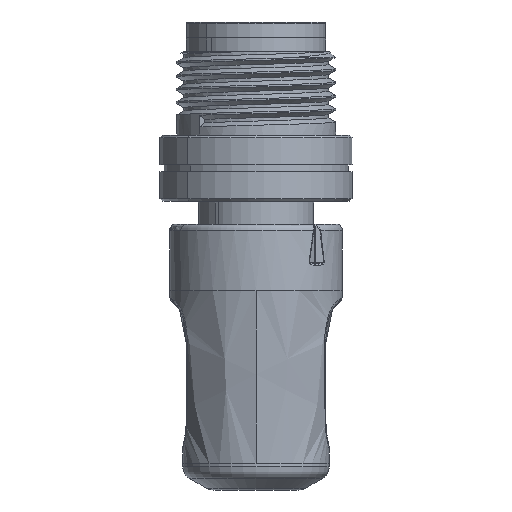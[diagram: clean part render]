
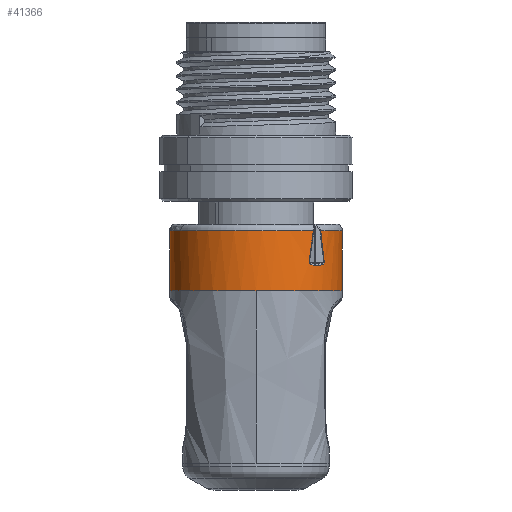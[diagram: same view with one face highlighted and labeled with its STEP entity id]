
A CAD part, left-side view. The second image highlights one B-rep face of the part: STEP entity #41366.
In plain terms, the highlighted cylindrical face has radius 6.5 mm (diameter 13 mm), a partial arc.
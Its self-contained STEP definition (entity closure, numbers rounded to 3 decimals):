
#154 = CARTESIAN_POINT ( 'NONE',  ( 2.09, 4.079, -5.062 ) ) ;
#800 = CARTESIAN_POINT ( 'NONE',  ( 1.294, 4.966, -4.194 ) ) ;
#916 = EDGE_CURVE ( 'NONE', #13031, #19294, #32915, .T. ) ;
#1418 = CARTESIAN_POINT ( 'NONE',  ( 2.949, 5.125, -3.998 ) ) ;
#1540 = AXIS2_PLACEMENT_3D ( 'NONE', #4465, #20352, #36024 ) ;
#1683 = CARTESIAN_POINT ( 'NONE',  ( 3.093, 4.881, -4.294 ) ) ;
#3501 = EDGE_CURVE ( 'NONE', #33499, #15734, #35569, .T. ) ;
#4163 = EDGE_LOOP ( 'NONE', ( #32539, #40906, #32777, #8974, #22090, #25889, #32668, #32319, #46785, #8314, #13613 ) ) ;
#4465 = CARTESIAN_POINT ( 'NONE',  ( 0.5, 0., 0. ) ) ;
#4663 = CARTESIAN_POINT ( 'NONE',  ( 0.897, 4.916, -4.253 ) ) ;
#5450 = EDGE_CURVE ( 'NONE', #46101, #13031, #13666, .T. ) ;
#5459 = B_SPLINE_CURVE_WITH_KNOTS ( 'NONE', 3,
 ( #20811, #39839, #20304, #800, #4663, #16468 ),
 .UNSPECIFIED., .F., .F.,
 ( 4, 2, 4 ),
 ( 0., 0.001, 0.002 ),
 .UNSPECIFIED. ) ;
#5498 = CARTESIAN_POINT ( 'NONE',  ( 0., 0., 0. ) ) ;
#6708 = DIRECTION ( 'NONE',  ( 0., 0., 1. ) ) ;
#6842 = CARTESIAN_POINT ( 'NONE',  ( 3.093, 4.293, -4.882 ) ) ;
#7336 = CIRCLE ( 'NONE', #1540, 6.5 ) ;
#7605 = B_SPLINE_CURVE_WITH_KNOTS ( 'NONE', 3,
 ( #9656, #40467, #1683, #20941, #25088, #32031, #13001, #1418, #44357, #28698 ),
 .UNSPECIFIED., .F., .F.,
 ( 4, 2, 2, 2, 4 ),
 ( 0., 0., 0.001, 0.001, 0.001 ),
 .UNSPECIFIED. ) ;
#8121 = CARTESIAN_POINT ( 'NONE',  ( 2.489, 4.03, -5.1 ) ) ;
#8314 = ORIENTED_EDGE ( 'NONE', *, *, #36800, .T. ) ;
#8357 = DIRECTION ( 'NONE',  ( -1., 0., 0. ) ) ;
#8974 = ORIENTED_EDGE ( 'NONE', *, *, #38924, .T. ) ;
#9477 = CIRCLE ( 'NONE', #38157, 6.5 ) ;
#9656 = CARTESIAN_POINT ( 'NONE',  ( 3.1, 4.72, -4.469 ) ) ;
#9966 = CIRCLE ( 'NONE', #38668, 6.5 ) ;
#11646 = DIRECTION ( 'NONE',  ( 1., 0., 0. ) ) ;
#12078 = CARTESIAN_POINT ( 'NONE',  ( 5., 0., 6.5 ) ) ;
#12173 = CARTESIAN_POINT ( 'NONE',  ( 0., 0., -6.5 ) ) ;
#12400 = DIRECTION ( 'NONE',  ( 0., 0., -1. ) ) ;
#13001 = CARTESIAN_POINT ( 'NONE',  ( 2.99, 5.099, -4.032 ) ) ;
#13031 = VERTEX_POINT ( 'NONE', #40279 ) ;
#13518 = CARTESIAN_POINT ( 'NONE',  ( 5., 0., 0. ) ) ;
#13613 = ORIENTED_EDGE ( 'NONE', *, *, #14618, .F. ) ;
#13666 = B_SPLINE_CURVE_WITH_KNOTS ( 'NONE', 3,
 ( #41513, #33790, #14539, #26126, #37396, #26384, #18137, #6842, #49458, #33529 ),
 .UNSPECIFIED., .F., .F.,
 ( 4, 2, 2, 2, 4 ),
 ( 0., 0., 0., 0., 0.001 ),
 .UNSPECIFIED. ) ;
#14056 = CARTESIAN_POINT ( 'NONE',  ( 2.89, 3.987, -5.134 ) ) ;
#14169 = EDGE_CURVE ( 'NONE', #19294, #18881, #7605, .T. ) ;
#14539 = CARTESIAN_POINT ( 'NONE',  ( 2.949, 3.997, -5.126 ) ) ;
#14577 = EDGE_CURVE ( 'NONE', #36077, #43268, #44291, .T. ) ;
#14618 = EDGE_CURVE ( 'NONE', #33499, #47000, #27879, .T. ) ;
#15734 = VERTEX_POINT ( 'NONE', #33003 ) ;
#15980 = VERTEX_POINT ( 'NONE', #39639 ) ;
#15988 = CARTESIAN_POINT ( 'NONE',  ( 0.5, 0., 0. ) ) ;
#16468 = CARTESIAN_POINT ( 'NONE',  ( 0.5, 4.864, -4.312 ) ) ;
#16815 = CARTESIAN_POINT ( 'NONE',  ( 2.889, 5.133, -3.988 ) ) ;
#17178 = VECTOR ( 'NONE', #8357, 1000. ) ;
#18137 = CARTESIAN_POINT ( 'NONE',  ( 3.059, 4.16, -4.995 ) ) ;
#18719 = CARTESIAN_POINT ( 'NONE',  ( 3.1, 4.72, -4.469 ) ) ;
#18881 = VERTEX_POINT ( 'NONE', #16815 ) ;
#19294 = VERTEX_POINT ( 'NONE', #18719 ) ;
#19752 = DIRECTION ( 'NONE',  ( 0., 0., 1. ) ) ;
#20304 = CARTESIAN_POINT ( 'NONE',  ( 2.09, 5.057, -4.085 ) ) ;
#20352 = DIRECTION ( 'NONE',  ( 1., 0., 0. ) ) ;
#20811 = CARTESIAN_POINT ( 'NONE',  ( 2.889, 5.133, -3.988 ) ) ;
#20941 = CARTESIAN_POINT ( 'NONE',  ( 3.059, 4.994, -4.161 ) ) ;
#22090 = ORIENTED_EDGE ( 'NONE', *, *, #42389, .T. ) ;
#22662 = CARTESIAN_POINT ( 'NONE',  ( 0.5, 4.307, -4.868 ) ) ;
#23277 = AXIS2_PLACEMENT_3D ( 'NONE', #25729, #49325, #6708 ) ;
#23783 = CARTESIAN_POINT ( 'NONE',  ( 2.89, 3.987, -5.134 ) ) ;
#24292 = CARTESIAN_POINT ( 'NONE',  ( 1.293, 4.186, -4.973 ) ) ;
#25088 = CARTESIAN_POINT ( 'NONE',  ( 3.044, 5.031, -4.116 ) ) ;
#25729 = CARTESIAN_POINT ( 'NONE',  ( 5., 0., 0. ) ) ;
#25889 = ORIENTED_EDGE ( 'NONE', *, *, #5450, .T. ) ;
#26126 = CARTESIAN_POINT ( 'NONE',  ( 2.991, 4.031, -5.099 ) ) ;
#26384 = CARTESIAN_POINT ( 'NONE',  ( 3.044, 4.116, -5.031 ) ) ;
#27504 = CARTESIAN_POINT ( 'NONE',  ( 3.1, 0., 0. ) ) ;
#27879 = LINE ( 'NONE', #43531, #17178 ) ;
#28135 = DIRECTION ( 'NONE',  ( -1., 0., 0. ) ) ;
#28484 = CARTESIAN_POINT ( 'NONE',  ( 5., 0., -6.5 ) ) ;
#28698 = CARTESIAN_POINT ( 'NONE',  ( 2.889, 5.133, -3.988 ) ) ;
#28883 = EDGE_CURVE ( 'NONE', #18881, #15980, #5459, .T. ) ;
#31300 = AXIS2_PLACEMENT_3D ( 'NONE', #27504, #39273, #19752 ) ;
#32031 = CARTESIAN_POINT ( 'NONE',  ( 3.006, 5.082, -4.052 ) ) ;
#32319 = ORIENTED_EDGE ( 'NONE', *, *, #14169, .T. ) ;
#32539 = ORIENTED_EDGE ( 'NONE', *, *, #3501, .T. ) ;
#32668 = ORIENTED_EDGE ( 'NONE', *, *, #916, .T. ) ;
#32777 = ORIENTED_EDGE ( 'NONE', *, *, #14577, .T. ) ;
#32915 = CIRCLE ( 'NONE', #31300, 6.5 ) ;
#33003 = CARTESIAN_POINT ( 'NONE',  ( 5., 6.5, 0. ) ) ;
#33181 = CARTESIAN_POINT ( 'NONE',  ( 0.5, 0., 6.5 ) ) ;
#33499 = VERTEX_POINT ( 'NONE', #12078 ) ;
#33529 = CARTESIAN_POINT ( 'NONE',  ( 3.1, 4.469, -4.72 ) ) ;
#33790 = CARTESIAN_POINT ( 'NONE',  ( 2.92, 3.984, -5.136 ) ) ;
#35569 = CIRCLE ( 'NONE', #23277, 6.5 ) ;
#35573 = CARTESIAN_POINT ( 'NONE',  ( 0.896, 4.246, -4.923 ) ) ;
#36024 = DIRECTION ( 'NONE',  ( 0., 0., -1. ) ) ;
#36077 = VERTEX_POINT ( 'NONE', #28484 ) ;
#36800 = EDGE_CURVE ( 'NONE', #15980, #47000, #7336, .T. ) ;
#37374 = DIRECTION ( 'NONE',  ( -1., 0., 0. ) ) ;
#37396 = CARTESIAN_POINT ( 'NONE',  ( 3.006, 4.052, -5.083 ) ) ;
#38157 = AXIS2_PLACEMENT_3D ( 'NONE', #13518, #37374, #44358 ) ;
#38263 = B_SPLINE_CURVE_WITH_KNOTS ( 'NONE', 3,
 ( #47900, #35573, #24292, #154, #8121, #23783 ),
 .UNSPECIFIED., .F., .F.,
 ( 4, 2, 4 ),
 ( 0., 0.001, 0.002 ),
 .UNSPECIFIED. ) ;
#38668 = AXIS2_PLACEMENT_3D ( 'NONE', #15988, #11646, #12400 ) ;
#38924 = EDGE_CURVE ( 'NONE', #43268, #47631, #9966, .T. ) ;
#39273 = DIRECTION ( 'NONE',  ( 1., 0., 0. ) ) ;
#39639 = CARTESIAN_POINT ( 'NONE',  ( 0.5, 4.864, -4.312 ) ) ;
#39839 = CARTESIAN_POINT ( 'NONE',  ( 2.489, 5.097, -4.034 ) ) ;
#40140 = AXIS2_PLACEMENT_3D ( 'NONE', #5498, #44805, #40929 ) ;
#40279 = CARTESIAN_POINT ( 'NONE',  ( 3.1, 4.469, -4.72 ) ) ;
#40467 = CARTESIAN_POINT ( 'NONE',  ( 3.1, 4.802, -4.383 ) ) ;
#40676 = CYLINDRICAL_SURFACE ( 'NONE', #40140, 6.5 ) ;
#40906 = ORIENTED_EDGE ( 'NONE', *, *, #48285, .T. ) ;
#40929 = DIRECTION ( 'NONE',  ( 0., 0., 1. ) ) ;
#41321 = CARTESIAN_POINT ( 'NONE',  ( 0.5, 0., -6.5 ) ) ;
#41366 = ADVANCED_FACE ( 'NONE', ( #48394 ), #40676, .T. ) ;
#41513 = CARTESIAN_POINT ( 'NONE',  ( 2.89, 3.987, -5.134 ) ) ;
#41798 = VECTOR ( 'NONE', #28135, 1000. ) ;
#42389 = EDGE_CURVE ( 'NONE', #47631, #46101, #38263, .T. ) ;
#43268 = VERTEX_POINT ( 'NONE', #41321 ) ;
#43531 = CARTESIAN_POINT ( 'NONE',  ( 0., 0., 6.5 ) ) ;
#44291 = LINE ( 'NONE', #12173, #41798 ) ;
#44357 = CARTESIAN_POINT ( 'NONE',  ( 2.92, 5.136, -3.984 ) ) ;
#44358 = DIRECTION ( 'NONE',  ( 0., 0., 1. ) ) ;
#44805 = DIRECTION ( 'NONE',  ( -1., 0., 0. ) ) ;
#46101 = VERTEX_POINT ( 'NONE', #14056 ) ;
#46785 = ORIENTED_EDGE ( 'NONE', *, *, #28883, .T. ) ;
#47000 = VERTEX_POINT ( 'NONE', #33181 ) ;
#47631 = VERTEX_POINT ( 'NONE', #22662 ) ;
#47900 = CARTESIAN_POINT ( 'NONE',  ( 0.5, 4.307, -4.868 ) ) ;
#48285 = EDGE_CURVE ( 'NONE', #15734, #36077, #9477, .T. ) ;
#48394 = FACE_OUTER_BOUND ( 'NONE', #4163, .T. ) ;
#49325 = DIRECTION ( 'NONE',  ( -1., 0., 0. ) ) ;
#49458 = CARTESIAN_POINT ( 'NONE',  ( 3.1, 4.382, -4.802 ) ) ;
